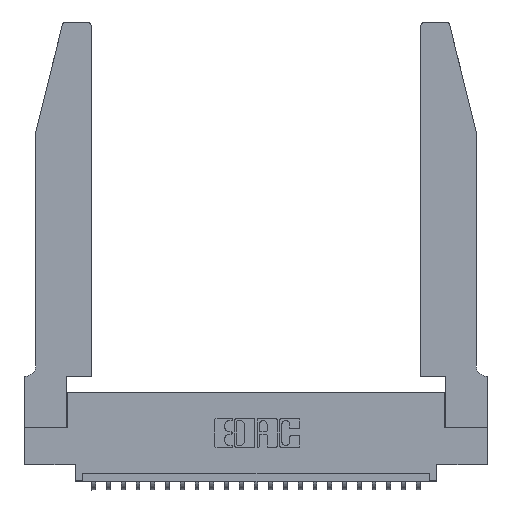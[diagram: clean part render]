
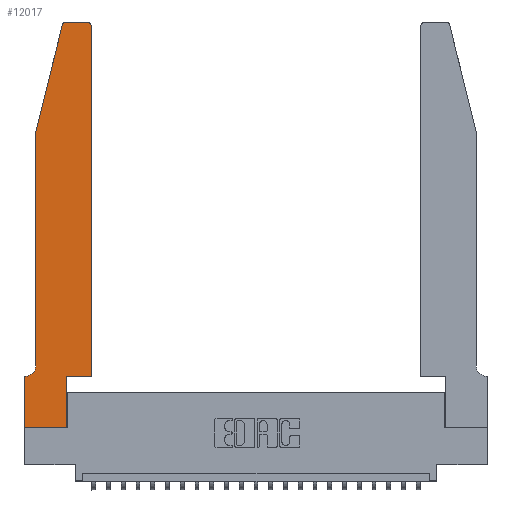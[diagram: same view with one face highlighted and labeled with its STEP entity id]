
A CAD part, top view. The second image highlights one B-rep face of the part: STEP entity #12017.
In plain terms, the highlighted planar face has unit normal (0, 0, 1).
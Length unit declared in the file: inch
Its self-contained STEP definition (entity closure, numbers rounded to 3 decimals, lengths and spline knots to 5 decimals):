
#395 = ORIENTED_EDGE ( 'NONE', *, *, #16327, .T. ) ;
#1238 = VERTEX_POINT ( 'NONE', #17882 ) ;
#1300 = LINE ( 'NONE', #9042, #22940 ) ;
#1386 = AXIS2_PLACEMENT_3D ( 'NONE', #6315, #19571, #19742 ) ;
#1391 = EDGE_CURVE ( 'NONE', #9188, #20666, #22510, .T. ) ;
#1482 = DIRECTION ( 'NONE',  ( 0., 0., -1. ) ) ;
#1906 = ORIENTED_EDGE ( 'NONE', *, *, #2947, .T. ) ;
#2035 = EDGE_CURVE ( 'NONE', #12762, #16088, #12857, .T. ) ;
#2078 = CARTESIAN_POINT ( 'NONE',  ( 0.0755, 0.42, 0.37 ) ) ;
#2091 = CARTESIAN_POINT ( 'NONE',  ( 0.4505, 2.72, 0.37 ) ) ;
#2145 = EDGE_CURVE ( 'NONE', #1238, #24401, #2323, .T. ) ;
#2323 = LINE ( 'NONE', #9985, #19781 ) ;
#2515 = VECTOR ( 'NONE', #16461, 39.37008 ) ;
#2772 = CARTESIAN_POINT ( 'NONE',  ( 0., 0., 0.37 ) ) ;
#2947 = EDGE_CURVE ( 'NONE', #24401, #12762, #9235, .T. ) ;
#3070 = VECTOR ( 'NONE', #9433, 39.37008 ) ;
#3247 = VECTOR ( 'NONE', #9223, 39.37008 ) ;
#3306 = ORIENTED_EDGE ( 'NONE', *, *, #1391, .T. ) ;
#3425 = EDGE_LOOP ( 'NONE', ( #395, #12448, #8581, #1906, #6920, #11460, #19369, #12632, #3306, #3484, #3584, #12837 ) ) ;
#3446 = DIRECTION ( 'NONE',  ( -1., 0., 0. ) ) ;
#3484 = ORIENTED_EDGE ( 'NONE', *, *, #11355, .T. ) ;
#3584 = ORIENTED_EDGE ( 'NONE', *, *, #23320, .T. ) ;
#3805 = LINE ( 'NONE', #15127, #18550 ) ;
#5136 = EDGE_CURVE ( 'NONE', #8398, #12397, #1300, .T. ) ;
#5149 = DIRECTION ( 'NONE',  ( 0., 0., 1. ) ) ;
#5573 = DIRECTION ( 'NONE',  ( 1., 0., 0. ) ) ;
#6045 = CIRCLE ( 'NONE', #7479, 0.03 ) ;
#6084 = DIRECTION ( 'NONE',  ( -1., 0., 0. ) ) ;
#6315 = CARTESIAN_POINT ( 'NONE',  ( 0.284, 2.72, 0.37 ) ) ;
#6553 = VECTOR ( 'NONE', #11375, 39.37008 ) ;
#6671 = AXIS2_PLACEMENT_3D ( 'NONE', #20417, #1482, #3446 ) ;
#6920 = ORIENTED_EDGE ( 'NONE', *, *, #2035, .T. ) ;
#7297 = DIRECTION ( 'NONE',  ( 1., 0., 0. ) ) ;
#7298 = AXIS2_PLACEMENT_3D ( 'NONE', #14694, #5149, #5573 ) ;
#7334 = CARTESIAN_POINT ( 'NONE',  ( 0.4505, 0.35, 0.37 ) ) ;
#7403 = CARTESIAN_POINT ( 'NONE',  ( 0.0755, 0.35, 0.37 ) ) ;
#7479 = AXIS2_PLACEMENT_3D ( 'NONE', #19389, #19546, #15723 ) ;
#7489 = EDGE_CURVE ( 'NONE', #22650, #1238, #20155, .T. ) ;
#7541 = CARTESIAN_POINT ( 'NONE',  ( 0.4505, 0.35, 0.37 ) ) ;
#8398 = VERTEX_POINT ( 'NONE', #22699 ) ;
#8581 = ORIENTED_EDGE ( 'NONE', *, *, #2145, .T. ) ;
#8884 = CARTESIAN_POINT ( 'NONE',  ( 0.284, 2.75, 0.37 ) ) ;
#9042 = CARTESIAN_POINT ( 'NONE',  ( 0., 0., 0.37 ) ) ;
#9188 = VERTEX_POINT ( 'NONE', #16608 ) ;
#9223 = DIRECTION ( 'NONE',  ( -1., 0., 0. ) ) ;
#9235 = LINE ( 'NONE', #19222, #6553 ) ;
#9433 = DIRECTION ( 'NONE',  ( 0., 1., 0. ) ) ;
#9742 = VECTOR ( 'NONE', #6084, 39.37008 ) ;
#9985 = CARTESIAN_POINT ( 'NONE',  ( 0.0755, 2., 0.37 ) ) ;
#10480 = VECTOR ( 'NONE', #15019, 39.37008 ) ;
#10649 = LINE ( 'NONE', #21985, #2515 ) ;
#11355 = EDGE_CURVE ( 'NONE', #20666, #11580, #3805, .T. ) ;
#11375 = DIRECTION ( 'NONE',  ( 0., -1., 0. ) ) ;
#11460 = ORIENTED_EDGE ( 'NONE', *, *, #20739, .T. ) ;
#11580 = VERTEX_POINT ( 'NONE', #7334 ) ;
#12017 = ADVANCED_FACE ( 'NONE', ( #19456 ), #12854, .T. ) ;
#12397 = VERTEX_POINT ( 'NONE', #2772 ) ;
#12448 = ORIENTED_EDGE ( 'NONE', *, *, #7489, .T. ) ;
#12632 = ORIENTED_EDGE ( 'NONE', *, *, #22096, .T. ) ;
#12735 = LINE ( 'NONE', #15607, #9742 ) ;
#12762 = VERTEX_POINT ( 'NONE', #2078 ) ;
#12837 = ORIENTED_EDGE ( 'NONE', *, *, #24090, .T. ) ;
#12854 = PLANE ( 'NONE',  #7298 ) ;
#12857 = CIRCLE ( 'NONE', #6671, 0.07 ) ;
#14694 = CARTESIAN_POINT ( 'NONE',  ( 0., 0.35, 0.37 ) ) ;
#15019 = DIRECTION ( 'NONE',  ( 0., 1., 0. ) ) ;
#15127 = CARTESIAN_POINT ( 'NONE',  ( 0.4505, 0.35, 0.37 ) ) ;
#15607 = CARTESIAN_POINT ( 'NONE',  ( 0.2605, 2.75, 0.37 ) ) ;
#15723 = DIRECTION ( 'NONE',  ( 1., 0., 0. ) ) ;
#16088 = VERTEX_POINT ( 'NONE', #16677 ) ;
#16142 = LINE ( 'NONE', #7403, #3247 ) ;
#16327 = EDGE_CURVE ( 'NONE', #19523, #22650, #12735, .T. ) ;
#16461 = DIRECTION ( 'NONE',  ( 1., 0., 0. ) ) ;
#16608 = CARTESIAN_POINT ( 'NONE',  ( 0.2865, 0., 0.37 ) ) ;
#16677 = CARTESIAN_POINT ( 'NONE',  ( 0.0055, 0.35, 0.37 ) ) ;
#17882 = CARTESIAN_POINT ( 'NONE',  ( 0.25487, 2.72718, 0.37 ) ) ;
#18421 = CARTESIAN_POINT ( 'NONE',  ( 0.2865, 0.35, 0.37 ) ) ;
#18550 = VECTOR ( 'NONE', #7297, 39.37008 ) ;
#18721 = CARTESIAN_POINT ( 'NONE',  ( 0.0755, 2., 0.37 ) ) ;
#19222 = CARTESIAN_POINT ( 'NONE',  ( 0.0755, 2., 0.37 ) ) ;
#19369 = ORIENTED_EDGE ( 'NONE', *, *, #5136, .T. ) ;
#19389 = CARTESIAN_POINT ( 'NONE',  ( 0.4205, 2.72, 0.37 ) ) ;
#19456 = FACE_OUTER_BOUND ( 'NONE', #3425, .T. ) ;
#19523 = VERTEX_POINT ( 'NONE', #20884 ) ;
#19546 = DIRECTION ( 'NONE',  ( 0., 0., 1. ) ) ;
#19571 = DIRECTION ( 'NONE',  ( 0., 0., 1. ) ) ;
#19742 = DIRECTION ( 'NONE',  ( 1., 0., 0. ) ) ;
#19781 = VECTOR ( 'NONE', #23387, 39.37008 ) ;
#20155 = CIRCLE ( 'NONE', #1386, 0.03 ) ;
#20417 = CARTESIAN_POINT ( 'NONE',  ( 0.0055, 0.42, 0.37 ) ) ;
#20455 = DIRECTION ( 'NONE',  ( 0., -1., 0. ) ) ;
#20666 = VERTEX_POINT ( 'NONE', #18421 ) ;
#20739 = EDGE_CURVE ( 'NONE', #16088, #8398, #16142, .T. ) ;
#20884 = CARTESIAN_POINT ( 'NONE',  ( 0.4205, 2.75, 0.37 ) ) ;
#21760 = VERTEX_POINT ( 'NONE', #2091 ) ;
#21985 = CARTESIAN_POINT ( 'NONE',  ( 0., 0., 0.37 ) ) ;
#22096 = EDGE_CURVE ( 'NONE', #12397, #9188, #10649, .T. ) ;
#22510 = LINE ( 'NONE', #22583, #10480 ) ;
#22583 = CARTESIAN_POINT ( 'NONE',  ( 0.2865, 0.35, 0.37 ) ) ;
#22650 = VERTEX_POINT ( 'NONE', #8884 ) ;
#22699 = CARTESIAN_POINT ( 'NONE',  ( 0., 0.35, 0.37 ) ) ;
#22940 = VECTOR ( 'NONE', #20455, 39.37008 ) ;
#23320 = EDGE_CURVE ( 'NONE', #11580, #21760, #24656, .T. ) ;
#23387 = DIRECTION ( 'NONE',  ( -0.239, -0.971, 0. ) ) ;
#24090 = EDGE_CURVE ( 'NONE', #21760, #19523, #6045, .T. ) ;
#24401 = VERTEX_POINT ( 'NONE', #18721 ) ;
#24656 = LINE ( 'NONE', #7541, #3070 ) ;
